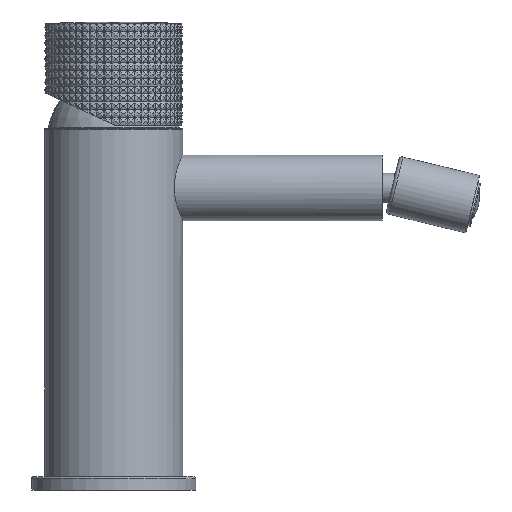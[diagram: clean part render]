
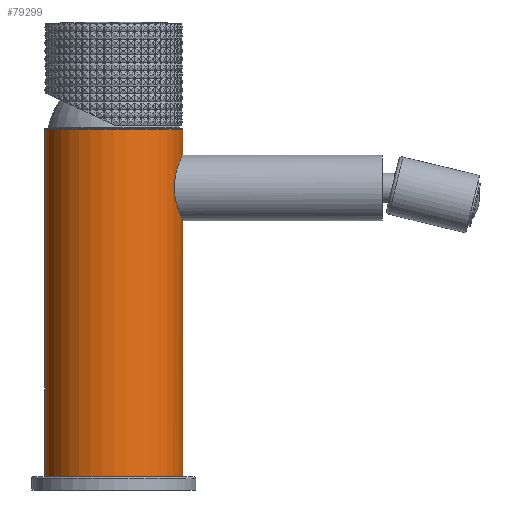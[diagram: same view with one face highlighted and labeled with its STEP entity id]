
A CAD part, front view. The second image highlights one B-rep face of the part: STEP entity #79299.
In plain terms, the highlighted cylindrical face has radius 21 mm (diameter 42 mm), a full revolution.
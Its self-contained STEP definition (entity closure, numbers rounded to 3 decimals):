
#10324=CIRCLE('',#114810,21.);
#10325=CIRCLE('',#114811,21.);
#12185=CYLINDRICAL_SURFACE('',#114809,21.);
#14844=ORIENTED_EDGE('',*,*,#40978,.T.);
#14845=ORIENTED_EDGE('',*,*,#40979,.T.);
#14846=ORIENTED_EDGE('',*,*,#40980,.F.);
#40978=EDGE_CURVE('',#54045,#54045,#10324,.F.);
#40979=EDGE_CURVE('',#54046,#54046,#10325,.T.);
#40980=EDGE_CURVE('',#54047,#54047,#62733,.T.);
#54045=VERTEX_POINT('',#139228);
#54046=VERTEX_POINT('',#139230);
#54047=VERTEX_POINT('',#139250);
#62733=B_SPLINE_CURVE_WITH_KNOTS('',3,(#139231,#139232,#139233,#139234,
#139235,#139236,#139237,#139238,#139239,#139240,#139241,#139242,#139243,
#139244,#139245,#139246,#139247,#139248,#139249),.UNSPECIFIED.,.T.,.F.,
(1,1,1,1,1,1,1,1,1,1,1,1,1,1,1,1,1,1,1,1,1,1,1),(-0.007,-0.005,
-0.002,0.,0.002,0.005,
0.007,0.009,0.012,0.014,
0.016,0.019,0.021,0.024,
0.026,0.028,0.031,0.033,
0.035,0.038,0.04,0.042,
0.045),.UNSPECIFIED.);
#69652=EDGE_LOOP('',(#14844));
#69653=EDGE_LOOP('',(#14845));
#69654=EDGE_LOOP('',(#14846));
#74388=FACE_BOUND('',#69652,.T.);
#74389=FACE_BOUND('',#69653,.T.);
#74390=FACE_BOUND('',#69654,.T.);
#79299=ADVANCED_FACE('',(#74388,#74389,#74390),#12185,.T.);
#114809=AXIS2_PLACEMENT_3D('',#139226,#121117,#121118);
#114810=AXIS2_PLACEMENT_3D('',#139227,#121119,#121120);
#114811=AXIS2_PLACEMENT_3D('',#139229,#121121,#121122);
#121117=DIRECTION('',(0.,0.,1.));
#121118=DIRECTION('',(1.,0.,0.));
#121119=DIRECTION('',(0.,0.,-1.));
#121120=DIRECTION('',(-1.,0.,0.));
#121121=DIRECTION('',(0.,0.,-1.));
#121122=DIRECTION('',(-1.,0.,0.));
#139226=CARTESIAN_POINT('',(0.,0.,0.));
#139227=CARTESIAN_POINT('',(0.,0.,0.2));
#139228=CARTESIAN_POINT('',(-21.,0.,0.2));
#139229=CARTESIAN_POINT('',(0.,0.,105.8));
#139230=CARTESIAN_POINT('',(-21.,0.,105.8));
#139231=CARTESIAN_POINT('',(20.906,-2.374,82.32));
#139232=CARTESIAN_POINT('',(21.047,0.001,81.841));
#139233=CARTESIAN_POINT('',(20.906,2.369,82.318));
#139234=CARTESIAN_POINT('',(20.568,4.353,83.65));
#139235=CARTESIAN_POINT('',(20.223,5.682,85.632));
#139236=CARTESIAN_POINT('',(20.075,6.158,87.995));
#139237=CARTESIAN_POINT('',(20.223,5.685,90.364));
#139238=CARTESIAN_POINT('',(20.568,4.351,92.352));
#139239=CARTESIAN_POINT('',(20.906,2.367,93.683));
#139240=CARTESIAN_POINT('',(21.047,0.003,94.158));
#139241=CARTESIAN_POINT('',(20.907,-2.363,93.685));
#139242=CARTESIAN_POINT('',(20.569,-4.349,92.354));
#139243=CARTESIAN_POINT('',(20.223,-5.682,90.37));
#139244=CARTESIAN_POINT('',(20.075,-6.159,88.002));
#139245=CARTESIAN_POINT('',(20.223,-5.684,85.635));
#139246=CARTESIAN_POINT('',(20.568,-4.353,83.651));
#139247=CARTESIAN_POINT('',(20.906,-2.374,82.32));
#139248=CARTESIAN_POINT('',(21.047,0.001,81.841));
#139249=CARTESIAN_POINT('',(20.906,2.369,82.318));
#139250=CARTESIAN_POINT('',(21.,0.,82.));
